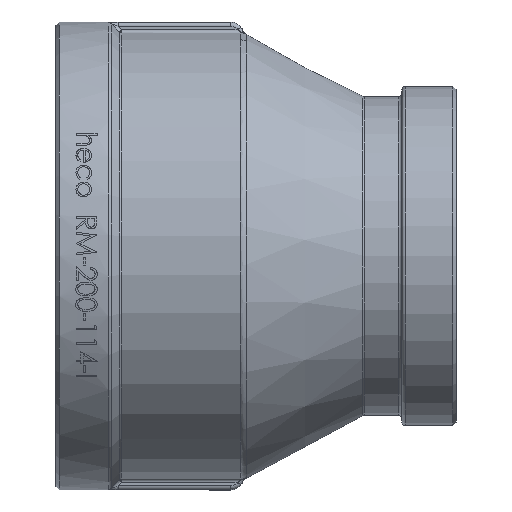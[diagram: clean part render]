
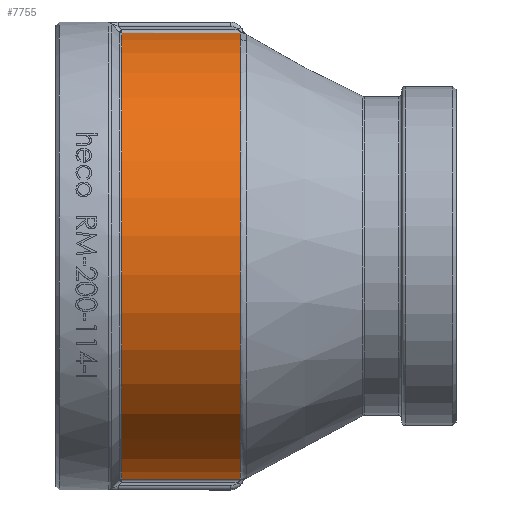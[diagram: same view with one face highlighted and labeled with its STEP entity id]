
A CAD part, top view. The second image highlights one B-rep face of the part: STEP entity #7755.
In plain terms, the highlighted cylindrical face has radius 33 mm (diameter 66 mm), a partial arc.
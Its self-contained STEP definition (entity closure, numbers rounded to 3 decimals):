
#711 = CARTESIAN_POINT ( 'NONE',  ( -40.662, -32.867, 2.955 ) ) ;
#1654 = CARTESIAN_POINT ( 'NONE',  ( -49.293, -32.867, 2.955 ) ) ;
#2677 = CARTESIAN_POINT ( 'NONE',  ( -31.824, 32.867, 2.955 ) ) ;
#4368 = LINE ( 'NONE', #711, #10356 ) ;
#4669 = CARTESIAN_POINT ( 'NONE',  ( -40.662, 32.867, 2.955 ) ) ;
#5382 = EDGE_CURVE ( 'NONE', #18671, #19044, #19339, .T. ) ;
#5464 = DIRECTION ( 'NONE',  ( 0., -1., 0. ) ) ;
#5891 = ORIENTED_EDGE ( 'NONE', *, *, #17686, .F. ) ;
#5906 = EDGE_CURVE ( 'NONE', #15344, #16174, #4368, .T. ) ;
#6376 = VECTOR ( 'NONE', #15794, 1000. ) ;
#7297 = DIRECTION ( 'NONE',  ( -1., 0., 0. ) ) ;
#7602 = FACE_OUTER_BOUND ( 'NONE', #17763, .T. ) ;
#7635 = ORIENTED_EDGE ( 'NONE', *, *, #5906, .F. ) ;
#7755 = ADVANCED_FACE ( 'NONE', ( #7602 ), #20319, .T. ) ;
#8515 = DIRECTION ( 'NONE',  ( -1., 0., 0. ) ) ;
#9711 = AXIS2_PLACEMENT_3D ( 'NONE', #18950, #13753, #11239 ) ;
#9958 = CARTESIAN_POINT ( 'NONE',  ( -49.293, 0., 0. ) ) ;
#10356 = VECTOR ( 'NONE', #12169, 1000. ) ;
#11194 = ORIENTED_EDGE ( 'NONE', *, *, #5382, .F. ) ;
#11239 = DIRECTION ( 'NONE',  ( 0., -1., 0. ) ) ;
#12169 = DIRECTION ( 'NONE',  ( -1., 0., 0. ) ) ;
#12803 = CIRCLE ( 'NONE', #19128, 33. ) ;
#13276 = CIRCLE ( 'NONE', #18914, 33. ) ;
#13753 = DIRECTION ( 'NONE',  ( -1., 0., 0. ) ) ;
#14667 = DIRECTION ( 'NONE',  ( 0., 1., 0. ) ) ;
#15154 = ORIENTED_EDGE ( 'NONE', *, *, #16038, .T. ) ;
#15344 = VERTEX_POINT ( 'NONE', #19673 ) ;
#15794 = DIRECTION ( 'NONE',  ( 1., 0., 0. ) ) ;
#16038 = EDGE_CURVE ( 'NONE', #15344, #19044, #12803, .T. ) ;
#16174 = VERTEX_POINT ( 'NONE', #1654 ) ;
#16673 = CARTESIAN_POINT ( 'NONE',  ( -31.824, 0., 0. ) ) ;
#17686 = EDGE_CURVE ( 'NONE', #16174, #18671, #13276, .T. ) ;
#17763 = EDGE_LOOP ( 'NONE', ( #7635, #15154, #11194, #5891 ) ) ;
#18671 = VERTEX_POINT ( 'NONE', #19805 ) ;
#18914 = AXIS2_PLACEMENT_3D ( 'NONE', #9958, #8515, #14667 ) ;
#18950 = CARTESIAN_POINT ( 'NONE',  ( -40.662, 0., 0. ) ) ;
#19044 = VERTEX_POINT ( 'NONE', #2677 ) ;
#19128 = AXIS2_PLACEMENT_3D ( 'NONE', #16673, #7297, #5464 ) ;
#19339 = LINE ( 'NONE', #4669, #6376 ) ;
#19673 = CARTESIAN_POINT ( 'NONE',  ( -31.824, -32.867, 2.955 ) ) ;
#19805 = CARTESIAN_POINT ( 'NONE',  ( -49.293, 32.867, 2.955 ) ) ;
#20319 = CYLINDRICAL_SURFACE ( 'NONE', #9711, 33. ) ;
